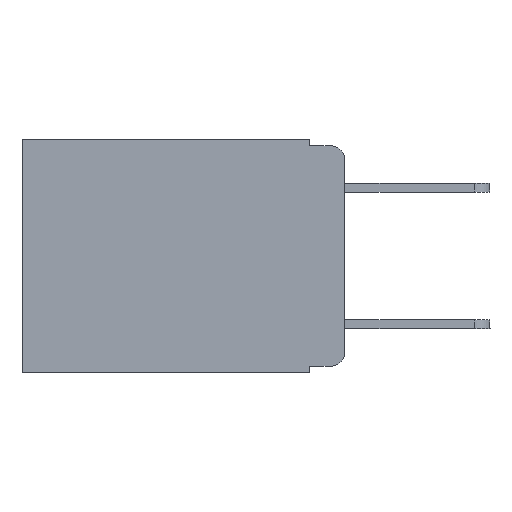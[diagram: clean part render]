
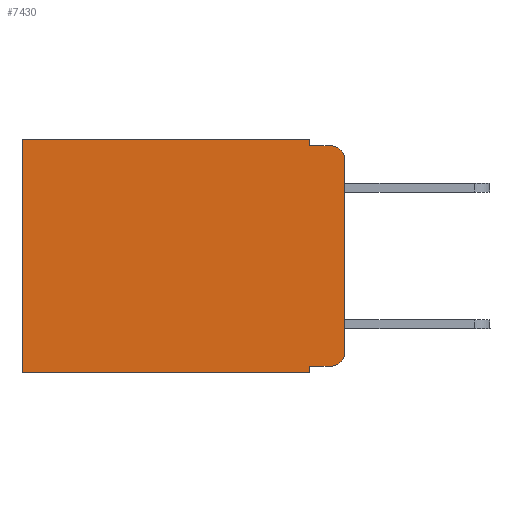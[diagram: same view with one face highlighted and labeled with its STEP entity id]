
A CAD part, left-side view. The second image highlights one B-rep face of the part: STEP entity #7430.
In plain terms, the highlighted planar face has unit normal (-1, 0, 0).
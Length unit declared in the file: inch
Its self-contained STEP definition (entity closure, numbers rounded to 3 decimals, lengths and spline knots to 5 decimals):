
#571 = VECTOR ( 'NONE', #9840, 39.37008 ) ;
#742 = ORIENTED_EDGE ( 'NONE', *, *, #12166, .T. ) ;
#953 = DIRECTION ( 'NONE',  ( 0., 0., -1. ) ) ;
#1249 = CARTESIAN_POINT ( 'NONE',  ( 0.298, 0., -0.313 ) ) ;
#1510 = DIRECTION ( 'NONE',  ( 0., 0., -1. ) ) ;
#1878 = EDGE_CURVE ( 'NONE', #5157, #11050, #7554, .T. ) ;
#2077 = CARTESIAN_POINT ( 'NONE',  ( 0.298, 0.02, -0.03 ) ) ;
#2094 = DIRECTION ( 'NONE',  ( 0., 0., -1. ) ) ;
#2145 = CARTESIAN_POINT ( 'NONE',  ( 0.298, 0.473, -0.343 ) ) ;
#2217 = VERTEX_POINT ( 'NONE', #6088 ) ;
#2221 = VECTOR ( 'NONE', #13947, 39.37008 ) ;
#2600 = AXIS2_PLACEMENT_3D ( 'NONE', #11907, #14166, #1510 ) ;
#2705 = VECTOR ( 'NONE', #2094, 39.37008 ) ;
#2778 = CARTESIAN_POINT ( 'NONE',  ( 0.298, 0., 0. ) ) ;
#2782 = VERTEX_POINT ( 'NONE', #5079 ) ;
#2823 = CARTESIAN_POINT ( 'NONE',  ( 0.298, 0.02, -0.333 ) ) ;
#2853 = DIRECTION ( 'NONE',  ( 0., 0., -1. ) ) ;
#3036 = EDGE_CURVE ( 'NONE', #2217, #2782, #11682, .T. ) ;
#3389 = DIRECTION ( 'NONE',  ( -1., 0., 0. ) ) ;
#3498 = CARTESIAN_POINT ( 'NONE',  ( 0.298, 0.473, 0. ) ) ;
#3619 = FACE_OUTER_BOUND ( 'NONE', #7251, .T. ) ;
#3904 = PLANE ( 'NONE',  #2600 ) ;
#4020 = ORIENTED_EDGE ( 'NONE', *, *, #3036, .F. ) ;
#4119 = AXIS2_PLACEMENT_3D ( 'NONE', #2077, #14784, #953 ) ;
#4830 = CARTESIAN_POINT ( 'NONE',  ( 0.298, 0.02, -0.01 ) ) ;
#4846 = VECTOR ( 'NONE', #13101, 39.37008 ) ;
#5079 = CARTESIAN_POINT ( 'NONE',  ( 0.298, 0.051, -0.343 ) ) ;
#5118 = CARTESIAN_POINT ( 'NONE',  ( 0.298, 0.051, 0. ) ) ;
#5157 = VERTEX_POINT ( 'NONE', #10309 ) ;
#5336 = CIRCLE ( 'NONE', #4119, 0.02 ) ;
#5849 = CARTESIAN_POINT ( 'NONE',  ( 0.298, 0.051, -0.01 ) ) ;
#6038 = LINE ( 'NONE', #2778, #4846 ) ;
#6088 = CARTESIAN_POINT ( 'NONE',  ( 0.298, 0.051, -0.333 ) ) ;
#6112 = DIRECTION ( 'NONE',  ( 0., 0., -1. ) ) ;
#6585 = CARTESIAN_POINT ( 'NONE',  ( 0.298, 0.051, 0. ) ) ;
#6602 = CARTESIAN_POINT ( 'NONE',  ( 0.298, 0., -0.343 ) ) ;
#6853 = VERTEX_POINT ( 'NONE', #5849 ) ;
#7125 = EDGE_CURVE ( 'NONE', #2782, #14644, #9908, .T. ) ;
#7251 = EDGE_LOOP ( 'NONE', ( #11600, #12714, #8478, #10978, #9390, #742, #11587, #4020, #8525, #12351 ) ) ;
#7346 = VERTEX_POINT ( 'NONE', #14026 ) ;
#7387 = VERTEX_POINT ( 'NONE', #4830 ) ;
#7430 = ADVANCED_FACE ( 'NONE', ( #3619 ), #3904, .F. ) ;
#7554 = LINE ( 'NONE', #14523, #8838 ) ;
#7644 = DIRECTION ( 'NONE',  ( 0., 1., 0. ) ) ;
#7694 = LINE ( 'NONE', #5118, #14692 ) ;
#7763 = CIRCLE ( 'NONE', #13762, 0.02 ) ;
#8148 = CARTESIAN_POINT ( 'NONE',  ( 0.298, 0.051, 0. ) ) ;
#8426 = VERTEX_POINT ( 'NONE', #2823 ) ;
#8478 = ORIENTED_EDGE ( 'NONE', *, *, #11307, .F. ) ;
#8525 = ORIENTED_EDGE ( 'NONE', *, *, #13655, .T. ) ;
#8838 = VECTOR ( 'NONE', #2853, 39.37008 ) ;
#8909 = VERTEX_POINT ( 'NONE', #6585 ) ;
#9351 = CARTESIAN_POINT ( 'NONE',  ( 0.298, 0.051, -0.01 ) ) ;
#9390 = ORIENTED_EDGE ( 'NONE', *, *, #11346, .T. ) ;
#9840 = DIRECTION ( 'NONE',  ( 0., -1., 0. ) ) ;
#9908 = LINE ( 'NONE', #6602, #11965 ) ;
#10250 = EDGE_CURVE ( 'NONE', #8909, #6853, #7694, .T. ) ;
#10275 = CARTESIAN_POINT ( 'NONE',  ( 0.298, 0.02, -0.313 ) ) ;
#10309 = CARTESIAN_POINT ( 'NONE',  ( 0.298, 0., -0.03 ) ) ;
#10754 = VECTOR ( 'NONE', #6112, 39.37008 ) ;
#10978 = ORIENTED_EDGE ( 'NONE', *, *, #10250, .F. ) ;
#11050 = VERTEX_POINT ( 'NONE', #1249 ) ;
#11186 = LINE ( 'NONE', #12170, #571 ) ;
#11195 = EDGE_CURVE ( 'NONE', #8426, #11050, #7763, .T. ) ;
#11278 = LINE ( 'NONE', #3498, #2705 ) ;
#11307 = EDGE_CURVE ( 'NONE', #6853, #7387, #12671, .T. ) ;
#11346 = EDGE_CURVE ( 'NONE', #8909, #7346, #6038, .T. ) ;
#11587 = ORIENTED_EDGE ( 'NONE', *, *, #7125, .F. ) ;
#11600 = ORIENTED_EDGE ( 'NONE', *, *, #1878, .F. ) ;
#11682 = LINE ( 'NONE', #8148, #10754 ) ;
#11907 = CARTESIAN_POINT ( 'NONE',  ( 0.298, 0., 0. ) ) ;
#11965 = VECTOR ( 'NONE', #7644, 39.37008 ) ;
#12166 = EDGE_CURVE ( 'NONE', #7346, #14644, #11278, .T. ) ;
#12170 = CARTESIAN_POINT ( 'NONE',  ( 0.298, 0.051, -0.333 ) ) ;
#12202 = DIRECTION ( 'NONE',  ( 0., 0., -1. ) ) ;
#12351 = ORIENTED_EDGE ( 'NONE', *, *, #11195, .T. ) ;
#12598 = EDGE_CURVE ( 'NONE', #5157, #7387, #5336, .T. ) ;
#12671 = LINE ( 'NONE', #9351, #2221 ) ;
#12714 = ORIENTED_EDGE ( 'NONE', *, *, #12598, .T. ) ;
#12748 = DIRECTION ( 'NONE',  ( 0., 0., -1. ) ) ;
#13101 = DIRECTION ( 'NONE',  ( 0., 1., 0. ) ) ;
#13655 = EDGE_CURVE ( 'NONE', #2217, #8426, #11186, .T. ) ;
#13762 = AXIS2_PLACEMENT_3D ( 'NONE', #10275, #3389, #12748 ) ;
#13947 = DIRECTION ( 'NONE',  ( 0., -1., 0. ) ) ;
#14026 = CARTESIAN_POINT ( 'NONE',  ( 0.298, 0.473, 0. ) ) ;
#14166 = DIRECTION ( 'NONE',  ( 1., 0., 0. ) ) ;
#14523 = CARTESIAN_POINT ( 'NONE',  ( 0.298, 0., 0. ) ) ;
#14644 = VERTEX_POINT ( 'NONE', #2145 ) ;
#14692 = VECTOR ( 'NONE', #12202, 39.37008 ) ;
#14784 = DIRECTION ( 'NONE',  ( -1., 0., 0. ) ) ;
